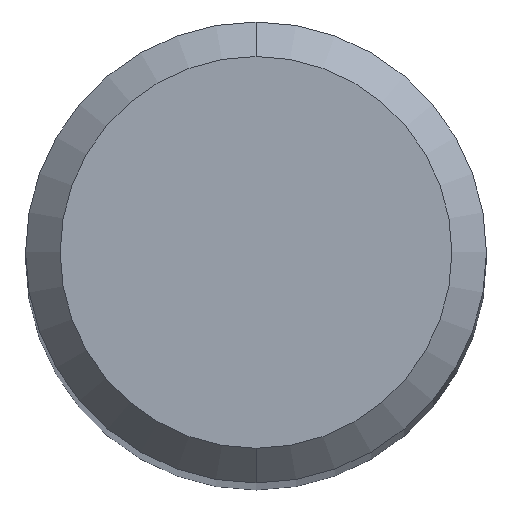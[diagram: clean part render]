
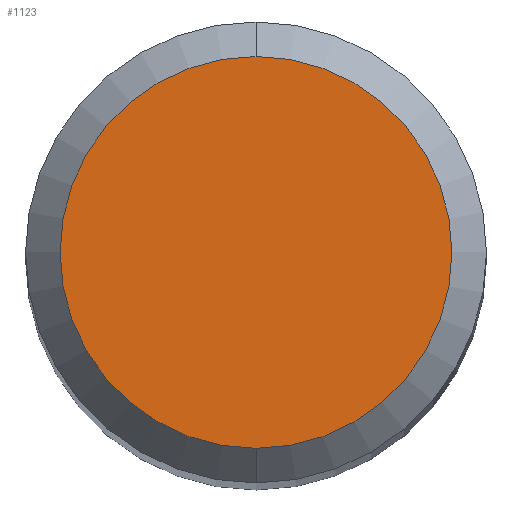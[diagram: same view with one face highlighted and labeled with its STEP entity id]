
A CAD part, top view. The second image highlights one B-rep face of the part: STEP entity #1123.
In plain terms, the highlighted planar face has unit normal (0, 0, 1).
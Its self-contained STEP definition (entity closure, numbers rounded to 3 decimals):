
#893=VERTEX_POINT('',#1745);
#907=EDGE_CURVE('',#893,#1007,#1759,.T.);
#1007=VERTEX_POINT('',#1867);
#1123=ADVANCED_FACE('',(#1992),#1993,.T.);
#1187=EDGE_CURVE('',#1007,#893,#2058,.T.);
#1745=CARTESIAN_POINT('',(0.0,1.7,0.0));
#1759=CIRCLE('',#4336,1.7);
#1867=CARTESIAN_POINT('',(0.,-1.7,0.0));
#1992=FACE_OUTER_BOUND('',#5125,.T.);
#1993=PLANE('',#5126);
#2058=CIRCLE('',#5265,1.7);
#4336=AXIS2_PLACEMENT_3D('',#5961,#5962,#5963);
#5125=EDGE_LOOP('',(#6190,#6191));
#5126=AXIS2_PLACEMENT_3D('',#6192,#6193,#6194);
#5265=AXIS2_PLACEMENT_3D('',#6243,#6244,#6245);
#5961=CARTESIAN_POINT('',(0.0,0.0,0.0));
#5962=DIRECTION('',(0.0,0.0,-1.0));
#5963=DIRECTION('',(0.0,1.0,0.0));
#6190=ORIENTED_EDGE('',*,*,#907,.F.);
#6191=ORIENTED_EDGE('',*,*,#1187,.F.);
#6192=CARTESIAN_POINT('',(0.0,0.85,0.0));
#6193=DIRECTION('',(-0.0,0.0,1.0));
#6194=DIRECTION('',(0.0,-1.0,0.0));
#6243=CARTESIAN_POINT('',(0.0,0.0,0.0));
#6244=DIRECTION('',(0.0,0.0,-1.0));
#6245=DIRECTION('',(0.0,1.0,0.0));
